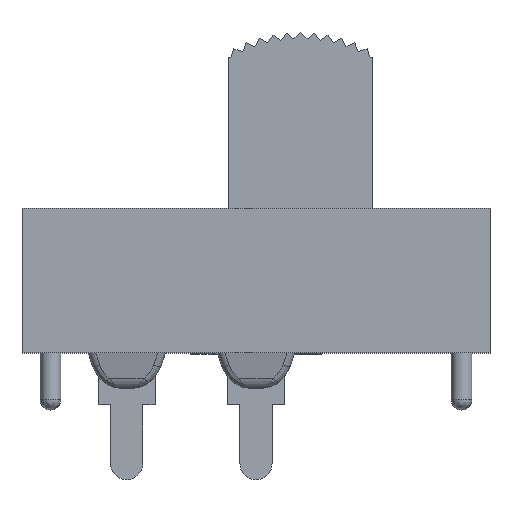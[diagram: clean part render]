
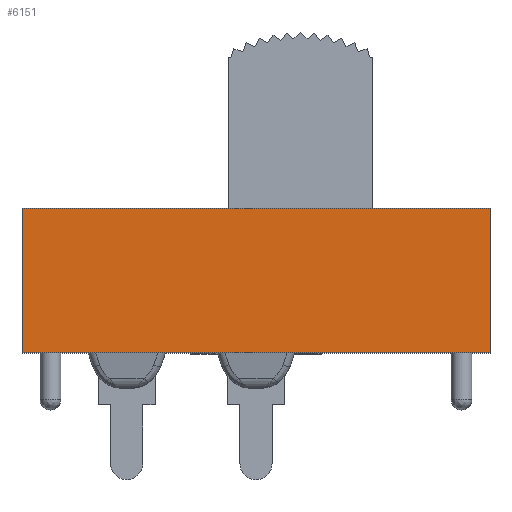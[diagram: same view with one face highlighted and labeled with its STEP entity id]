
A CAD part, top view. The second image highlights one B-rep face of the part: STEP entity #6151.
In plain terms, the highlighted planar face has unit normal (0, 0, 1).
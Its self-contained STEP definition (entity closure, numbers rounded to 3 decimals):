
#2124=ORIENTED_EDGE('',*,*,#3153,.T.);
#2125=ORIENTED_EDGE('',*,*,#3154,.T.);
#2126=ORIENTED_EDGE('',*,*,#3155,.T.);
#2127=ORIENTED_EDGE('',*,*,#3156,.T.);
#3153=EDGE_CURVE('',#3742,#3743,#4324,.T.);
#3154=EDGE_CURVE('',#3743,#3744,#4325,.T.);
#3155=EDGE_CURVE('',#3744,#3745,#4326,.T.);
#3156=EDGE_CURVE('',#3745,#3742,#4327,.T.);
#3742=VERTEX_POINT('',#12281);
#3743=VERTEX_POINT('',#12282);
#3744=VERTEX_POINT('',#12284);
#3745=VERTEX_POINT('',#12286);
#4324=LINE('',#12280,#4910);
#4325=LINE('',#12283,#4911);
#4326=LINE('',#12285,#4912);
#4327=LINE('',#12287,#4913);
#4910=VECTOR('',#7608,1000.);
#4911=VECTOR('',#7609,1000.);
#4912=VECTOR('',#7610,1000.);
#4913=VECTOR('',#7611,1000.);
#5259=EDGE_LOOP('',(#2124,#2125,#2126,#2127));
#5615=FACE_BOUND('',#5259,.T.);
#5818=PLANE('',#6453);
#6151=ADVANCED_FACE('',(#5615),#5818,.T.);
#6453=AXIS2_PLACEMENT_3D('',#12279,#7606,#7607);
#7606=DIRECTION('',(0.,0.,1.));
#7607=DIRECTION('',(1.,0.,0.));
#7608=DIRECTION('',(1.,0.,0.));
#7609=DIRECTION('',(0.,1.,0.));
#7610=DIRECTION('',(-1.,0.,0.));
#7611=DIRECTION('',(0.,-1.,0.));
#12279=CARTESIAN_POINT('',(0.,0.,6.731));
#12280=CARTESIAN_POINT('',(-11.494,0.,6.731));
#12281=CARTESIAN_POINT('',(-11.494,0.,6.731));
#12282=CARTESIAN_POINT('',(11.494,0.,6.731));
#12283=CARTESIAN_POINT('',(11.494,0.,6.731));
#12284=CARTESIAN_POINT('',(11.494,7.112,6.731));
#12285=CARTESIAN_POINT('',(11.494,7.112,6.731));
#12286=CARTESIAN_POINT('',(-11.494,7.112,6.731));
#12287=CARTESIAN_POINT('',(-11.494,7.112,6.731));
